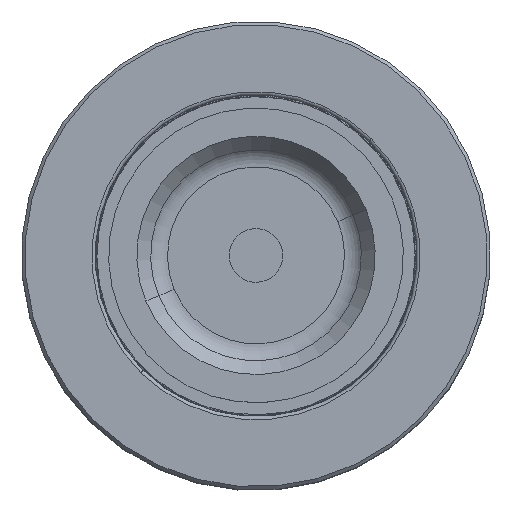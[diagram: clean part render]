
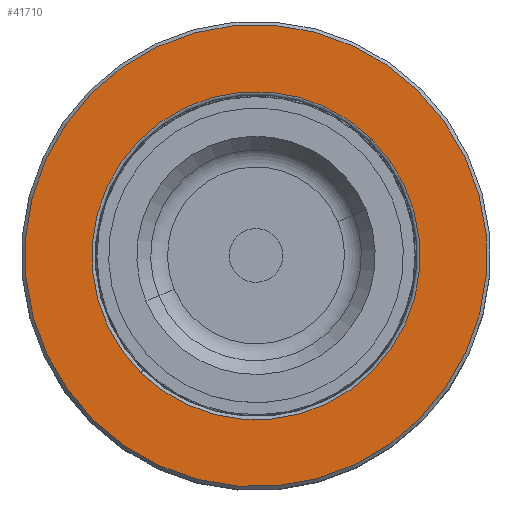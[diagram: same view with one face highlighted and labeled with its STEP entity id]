
A CAD part, top view. The second image highlights one B-rep face of the part: STEP entity #41710.
In plain terms, the highlighted face is planar.
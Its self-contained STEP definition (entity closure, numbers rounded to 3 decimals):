
#445 = CARTESIAN_POINT ( 'NONE',  ( 34.5, 45.687, 0. ) ) ;
#1504 = CARTESIAN_POINT ( 'NONE',  ( 0., 45.687, -24.5 ) ) ;
#2019 = CIRCLE ( 'NONE', #51647, 34.5 ) ;
#4388 = ORIENTED_EDGE ( 'NONE', *, *, #20770, .F. ) ;
#5865 = EDGE_LOOP ( 'NONE', ( #57916, #4388 ) ) ;
#5934 = DIRECTION ( 'NONE',  ( 0., 1., 0. ) ) ;
#7569 = EDGE_CURVE ( 'NONE', #44660, #29441, #23337, .T. ) ;
#8138 = DIRECTION ( 'NONE',  ( 0., 0., -1. ) ) ;
#8701 = EDGE_CURVE ( 'NONE', #41580, #35970, #2019, .T. ) ;
#10722 = EDGE_LOOP ( 'NONE', ( #59355, #48524 ) ) ;
#12406 = AXIS2_PLACEMENT_3D ( 'NONE', #23044, #23900, #57836 ) ;
#12694 = CARTESIAN_POINT ( 'NONE',  ( 0., 45.687, 0. ) ) ;
#13149 = DIRECTION ( 'NONE',  ( 0., -1., 0. ) ) ;
#14542 = CARTESIAN_POINT ( 'NONE',  ( 0., 45.687, 34.5 ) ) ;
#14884 = AXIS2_PLACEMENT_3D ( 'NONE', #12694, #47190, #18207 ) ;
#18081 = CARTESIAN_POINT ( 'NONE',  ( 0., 45.687, -34.5 ) ) ;
#18207 = DIRECTION ( 'NONE',  ( 0., 0., -1. ) ) ;
#18530 = AXIS2_PLACEMENT_3D ( 'NONE', #445, #5934, #24602 ) ;
#18648 = AXIS2_PLACEMENT_3D ( 'NONE', #42453, #37167, #8138 ) ;
#20372 = PLANE ( 'NONE',  #18530 ) ;
#20457 = CIRCLE ( 'NONE', #12406, 24.5 ) ;
#20770 = EDGE_CURVE ( 'NONE', #35970, #41580, #24299, .T. ) ;
#23044 = CARTESIAN_POINT ( 'NONE',  ( 0., 45.687, 0. ) ) ;
#23337 = CIRCLE ( 'NONE', #18648, 24.5 ) ;
#23900 = DIRECTION ( 'NONE',  ( 0., -1., 0. ) ) ;
#24299 = CIRCLE ( 'NONE', #14884, 34.5 ) ;
#24602 = DIRECTION ( 'NONE',  ( 0., 0., 1. ) ) ;
#29441 = VERTEX_POINT ( 'NONE', #37755 ) ;
#32535 = FACE_OUTER_BOUND ( 'NONE', #5865, .T. ) ;
#35970 = VERTEX_POINT ( 'NONE', #14542 ) ;
#37167 = DIRECTION ( 'NONE',  ( 0., -1., 0. ) ) ;
#37266 = CARTESIAN_POINT ( 'NONE',  ( 0., 45.687, 0. ) ) ;
#37755 = CARTESIAN_POINT ( 'NONE',  ( 0., 45.687, 24.5 ) ) ;
#40647 = EDGE_CURVE ( 'NONE', #29441, #44660, #20457, .T. ) ;
#41580 = VERTEX_POINT ( 'NONE', #18081 ) ;
#41710 = ADVANCED_FACE ( 'NONE', ( #49988, #32535 ), #20372, .T. ) ;
#42453 = CARTESIAN_POINT ( 'NONE',  ( 0., 45.687, 0. ) ) ;
#44660 = VERTEX_POINT ( 'NONE', #1504 ) ;
#47190 = DIRECTION ( 'NONE',  ( 0., -1., 0. ) ) ;
#48524 = ORIENTED_EDGE ( 'NONE', *, *, #40647, .T. ) ;
#49988 = FACE_BOUND ( 'NONE', #10722, .T. ) ;
#51647 = AXIS2_PLACEMENT_3D ( 'NONE', #37266, #13149, #51926 ) ;
#51926 = DIRECTION ( 'NONE',  ( 0., 0., -1. ) ) ;
#57836 = DIRECTION ( 'NONE',  ( 0., 0., -1. ) ) ;
#57916 = ORIENTED_EDGE ( 'NONE', *, *, #8701, .F. ) ;
#59355 = ORIENTED_EDGE ( 'NONE', *, *, #7569, .T. ) ;
